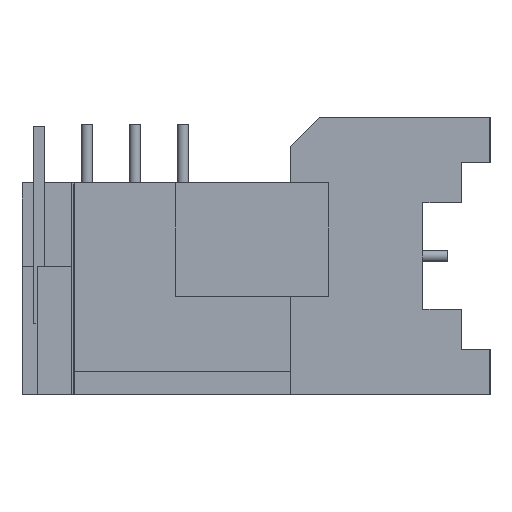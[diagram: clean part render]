
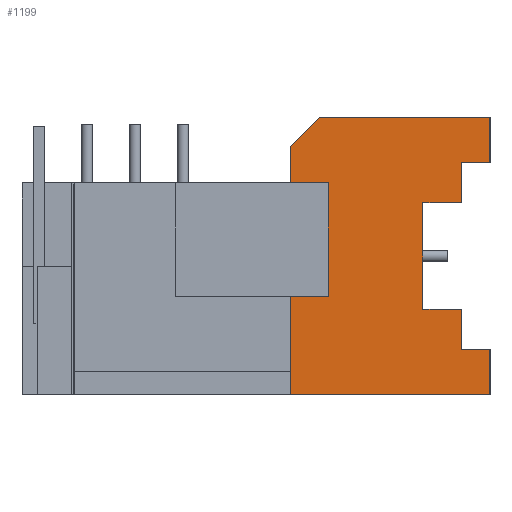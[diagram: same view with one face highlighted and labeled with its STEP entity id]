
A CAD part, left-side view. The second image highlights one B-rep face of the part: STEP entity #1199.
In plain terms, the highlighted planar face has unit normal (-1, 0, 0).
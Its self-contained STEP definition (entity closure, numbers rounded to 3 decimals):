
#1199=ADVANCED_FACE('',(#1646),#1424,.T.);
#1424=PLANE('',#5590);
#1646=FACE_OUTER_BOUND('',#1995,.T.);
#1995=EDGE_LOOP('',(#2800,#2801,#2802,#2803,#2804,#2805,#2806,#2807,#2808,
#2809,#2810,#2811,#2812,#2813,#2814,#2815,#2816));
#2800=ORIENTED_EDGE('',*,*,#4103,.T.);
#2801=ORIENTED_EDGE('',*,*,#4102,.T.);
#2802=ORIENTED_EDGE('',*,*,#3920,.T.);
#2803=ORIENTED_EDGE('',*,*,#3915,.T.);
#2804=ORIENTED_EDGE('',*,*,#3913,.T.);
#2805=ORIENTED_EDGE('',*,*,#3909,.T.);
#2806=ORIENTED_EDGE('',*,*,#3906,.T.);
#2807=ORIENTED_EDGE('',*,*,#4104,.T.);
#2808=ORIENTED_EDGE('',*,*,#4105,.T.);
#2809=ORIENTED_EDGE('',*,*,#4106,.T.);
#2810=ORIENTED_EDGE('',*,*,#4107,.T.);
#2811=ORIENTED_EDGE('',*,*,#4108,.T.);
#2812=ORIENTED_EDGE('',*,*,#4020,.T.);
#2813=ORIENTED_EDGE('',*,*,#4023,.T.);
#2814=ORIENTED_EDGE('',*,*,#4084,.T.);
#2815=ORIENTED_EDGE('',*,*,#4086,.F.);
#2816=ORIENTED_EDGE('',*,*,#4087,.T.);
#3445=VERTEX_POINT('',#7382);
#3447=VERTEX_POINT('',#7385);
#3449=VERTEX_POINT('',#7391);
#3452=VERTEX_POINT('',#7399);
#3453=VERTEX_POINT('',#7403);
#3457=VERTEX_POINT('',#7413);
#3534=VERTEX_POINT('',#7629);
#3536=VERTEX_POINT('',#7633);
#3538=VERTEX_POINT('',#7639);
#3576=VERTEX_POINT('',#7755);
#3577=VERTEX_POINT('',#7759);
#3578=VERTEX_POINT('',#7763);
#3586=VERTEX_POINT('',#7789);
#3587=VERTEX_POINT('',#7796);
#3588=VERTEX_POINT('',#7798);
#3589=VERTEX_POINT('',#7800);
#3590=VERTEX_POINT('',#7802);
#3906=EDGE_CURVE('',#3447,#3445,#4414,.T.);
#3909=EDGE_CURVE('',#3449,#3447,#4417,.T.);
#3913=EDGE_CURVE('',#3452,#3449,#4421,.T.);
#3915=EDGE_CURVE('',#3453,#3452,#4423,.T.);
#3920=EDGE_CURVE('',#3457,#3453,#4428,.T.);
#4020=EDGE_CURVE('',#3534,#3536,#4512,.T.);
#4023=EDGE_CURVE('',#3536,#3538,#4515,.T.);
#4084=EDGE_CURVE('',#3538,#3576,#4576,.T.);
#4086=EDGE_CURVE('',#3577,#3576,#4578,.T.);
#4087=EDGE_CURVE('',#3577,#3578,#4579,.T.);
#4102=EDGE_CURVE('',#3586,#3457,#4594,.T.);
#4103=EDGE_CURVE('',#3578,#3586,#4595,.T.);
#4104=EDGE_CURVE('',#3445,#3587,#4596,.T.);
#4105=EDGE_CURVE('',#3587,#3588,#4597,.T.);
#4106=EDGE_CURVE('',#3588,#3589,#4598,.T.);
#4107=EDGE_CURVE('',#3589,#3590,#4599,.T.);
#4108=EDGE_CURVE('',#3590,#3534,#4600,.T.);
#4414=LINE('',#7384,#4906);
#4417=LINE('',#7390,#4909);
#4421=LINE('',#7398,#4913);
#4423=LINE('',#7402,#4915);
#4428=LINE('',#7412,#4920);
#4512=LINE('',#7634,#5004);
#4515=LINE('',#7640,#5007);
#4576=LINE('',#7756,#5068);
#4578=LINE('',#7760,#5070);
#4579=LINE('',#7762,#5071);
#4594=LINE('',#7791,#5086);
#4595=LINE('',#7793,#5087);
#4596=LINE('',#7795,#5088);
#4597=LINE('',#7797,#5089);
#4598=LINE('',#7799,#5090);
#4599=LINE('',#7801,#5091);
#4600=LINE('',#7803,#5092);
#4906=VECTOR('',#6190,1.);
#4909=VECTOR('',#6195,1.);
#4913=VECTOR('',#6201,1.);
#4915=VECTOR('',#6205,1.);
#4920=VECTOR('',#6212,1.);
#5004=VECTOR('',#6412,1.);
#5007=VECTOR('',#6417,1.);
#5068=VECTOR('',#6512,1.);
#5070=VECTOR('',#6516,1.);
#5071=VECTOR('',#6519,1.);
#5086=VECTOR('',#6544,1.);
#5087=VECTOR('',#6547,1.);
#5088=VECTOR('',#6550,1.);
#5089=VECTOR('',#6551,1.);
#5090=VECTOR('',#6552,1.);
#5091=VECTOR('',#6553,1.);
#5092=VECTOR('',#6554,1.);
#5590=AXIS2_PLACEMENT_3D('',#7804,#6555,#6556);
#6190=DIRECTION('',(0.,0.,1.));
#6195=DIRECTION('',(0.,1.,0.));
#6201=DIRECTION('',(0.,0.,1.));
#6205=DIRECTION('',(0.,1.,0.));
#6212=DIRECTION('',(0.,0.,1.));
#6412=DIRECTION('',(0.,0.707,-0.707));
#6417=DIRECTION('',(0.,0.,-1.));
#6512=DIRECTION('',(0.,-1.,0.));
#6516=DIRECTION('',(0.,0.,1.));
#6519=DIRECTION('',(0.,1.,0.));
#6544=DIRECTION('',(0.,-1.,0.));
#6547=DIRECTION('',(0.,0.,-1.));
#6550=DIRECTION('',(0.,-1.,0.));
#6551=DIRECTION('',(0.,0.,1.));
#6552=DIRECTION('',(0.,-1.,0.));
#6553=DIRECTION('',(0.,0.,1.));
#6554=DIRECTION('',(0.,1.,0.));
#6555=DIRECTION('',(-1.,0.,0.));
#6556=DIRECTION('',(0.,-1.,0.));
#7382=CARTESIAN_POINT('',(-43.7,-18.45,2.825));
#7384=CARTESIAN_POINT('',(-43.7,-18.45,-2.825));
#7385=CARTESIAN_POINT('',(-43.7,-18.45,-2.825));
#7390=CARTESIAN_POINT('',(-43.7,-20.5,-2.825));
#7391=CARTESIAN_POINT('',(-43.7,-20.5,-2.825));
#7398=CARTESIAN_POINT('',(-43.7,-20.5,-4.95));
#7399=CARTESIAN_POINT('',(-43.7,-20.5,-4.95));
#7402=CARTESIAN_POINT('',(-43.7,-22.,-4.95));
#7403=CARTESIAN_POINT('',(-43.7,-22.,-4.95));
#7412=CARTESIAN_POINT('',(-43.7,-22.,-7.35));
#7413=CARTESIAN_POINT('',(-43.7,-22.,-7.35));
#7629=CARTESIAN_POINT('',(-43.7,-12.992,7.35));
#7633=CARTESIAN_POINT('',(-43.7,-11.45,5.808));
#7634=CARTESIAN_POINT('',(-43.7,-12.992,7.35));
#7639=CARTESIAN_POINT('',(-43.7,-11.45,3.87));
#7640=CARTESIAN_POINT('',(-43.7,-11.45,5.808));
#7755=CARTESIAN_POINT('',(-43.7,-13.45,3.87));
#7756=CARTESIAN_POINT('',(-43.7,-11.45,3.87));
#7759=CARTESIAN_POINT('',(-43.7,-13.45,-2.13));
#7760=CARTESIAN_POINT('',(-43.7,-13.45,-2.13));
#7762=CARTESIAN_POINT('',(-43.7,-13.45,-2.13));
#7763=CARTESIAN_POINT('',(-43.7,-11.45,-2.13));
#7789=CARTESIAN_POINT('',(-43.7,-11.45,-7.35));
#7791=CARTESIAN_POINT('',(-43.7,-11.45,-7.35));
#7793=CARTESIAN_POINT('',(-43.7,-11.45,-2.13));
#7795=CARTESIAN_POINT('',(-43.7,-18.45,2.825));
#7796=CARTESIAN_POINT('',(-43.7,-20.5,2.825));
#7797=CARTESIAN_POINT('',(-43.7,-20.5,2.825));
#7798=CARTESIAN_POINT('',(-43.7,-20.5,4.95));
#7799=CARTESIAN_POINT('',(-43.7,-20.5,4.95));
#7800=CARTESIAN_POINT('',(-43.7,-22.,4.95));
#7801=CARTESIAN_POINT('',(-43.7,-22.,4.95));
#7802=CARTESIAN_POINT('',(-43.7,-22.,7.35));
#7803=CARTESIAN_POINT('',(-43.7,-22.,7.35));
#7804=CARTESIAN_POINT('',(-43.7,-10.295,-7.45));
